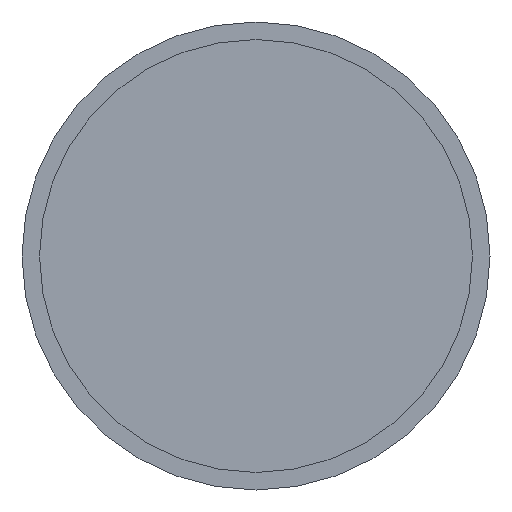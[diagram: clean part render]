
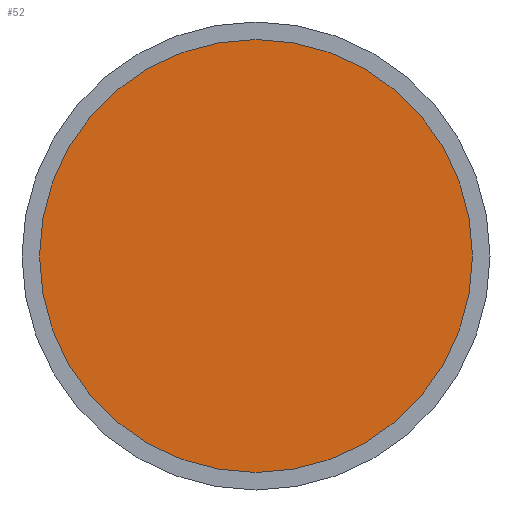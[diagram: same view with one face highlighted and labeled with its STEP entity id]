
A CAD part, front view. The second image highlights one B-rep face of the part: STEP entity #52.
In plain terms, the highlighted planar face has unit normal (0, -1, 0).
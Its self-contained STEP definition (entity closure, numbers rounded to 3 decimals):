
#52 = ADVANCED_FACE( '', ( #118 ), #119, .F. );
#118 = FACE_OUTER_BOUND( '', #205, .T. );
#119 = PLANE( '', #206 );
#205 = EDGE_LOOP( '', ( #329 ) );
#206 = AXIS2_PLACEMENT_3D( '', #330, #331, #332 );
#329 = ORIENTED_EDGE( '', *, *, #461, .T. );
#330 = CARTESIAN_POINT( '', ( 46.25, 3., 0. ) );
#331 = DIRECTION( '', ( 0., 1., 0. ) );
#332 = DIRECTION( '', ( 0., 0., 1. ) );
#461 = EDGE_CURVE( '', #517, #517, #518, .T. );
#517 = VERTEX_POINT( '', #597 );
#518 = CIRCLE( '', #598, 46.25 );
#597 = CARTESIAN_POINT( '', ( 0., 3., -46.25 ) );
#598 = AXIS2_PLACEMENT_3D( '', #695, #696, #697 );
#695 = CARTESIAN_POINT( '', ( 0., 3., 0. ) );
#696 = DIRECTION( '', ( 0., -1., 0. ) );
#697 = DIRECTION( '', ( 0., 0., -1. ) );
